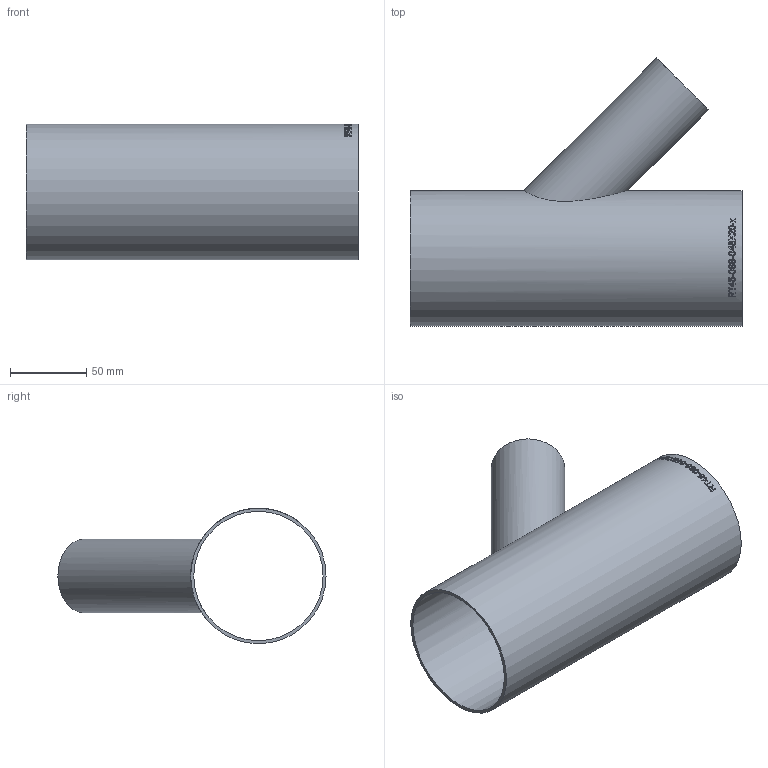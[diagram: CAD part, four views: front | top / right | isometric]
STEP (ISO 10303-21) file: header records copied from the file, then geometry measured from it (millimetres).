
FILE_DESCRIPTION (( 'STEP AP214' ), '1' );
FILE_NAME ('RT45-088-048X20-x T-Stück 45°reduziert Ø88,9 L218 1911.STEP', '2019-11-19T14:21:22', ( '' ), ( '' ), 'SwSTEP 2.0', 'SolidWorks 2016', '' );
FILE_SCHEMA (( 'AUTOMOTIVE_DESIGN' ));
Length unit declared in the file: millimetre
Products named in the file (1): RT45-088-048X20-x T-Stück 45°reduziert Ø88,9 L218  1911
Bounding box: 218 x 176.09 x 88.9 mm (x, y, z)
Volume: 144674.1 mm3; surface area: 146048.7 mm2
Topology: 1 solids, 1 shells, 241 faces, 631 edges, 421 vertices
Faces by surface type: bspline 138, plane 70, cylinder 33
Full cylindrical faces by diameter (mm): 44.3 x1, 48.3 x1, 84.9 x1, 88.9 x1
Entity records: 29785 total; most frequent: CARTESIAN_POINT 22577, ORIENTED_EDGE 1246, EDGE_CURVE 623, DIRECTION 484, B_SPLINE_CURVE_WITH_KNOTS 433, VERTEX_POINT 418, EDGE_LOOP 279, FACE_OUTER_BOUND 245
